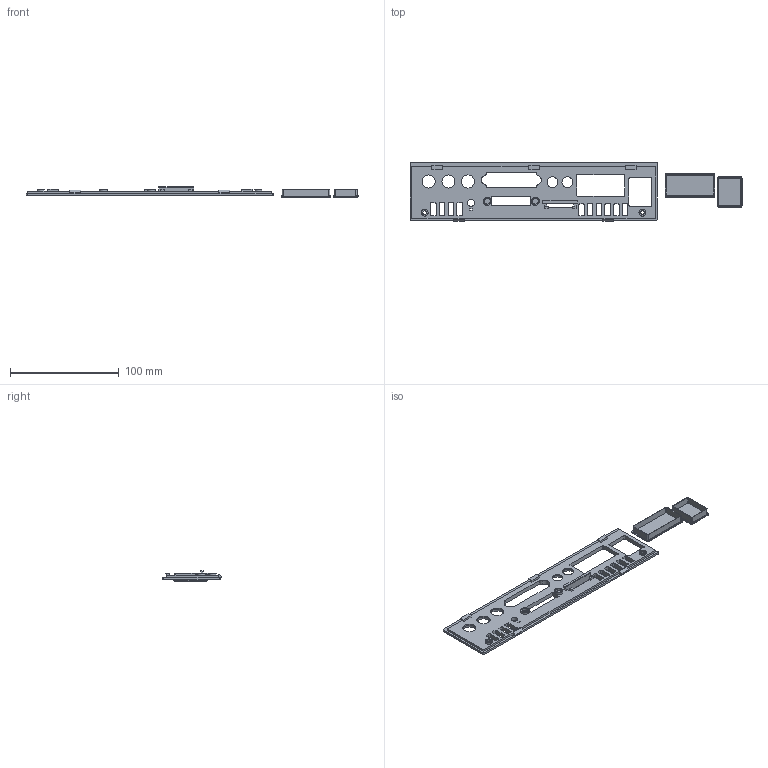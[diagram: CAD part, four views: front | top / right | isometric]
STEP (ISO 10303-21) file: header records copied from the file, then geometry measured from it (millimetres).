
FILE_DESCRIPTION(('HOOPS Exchange Step'),'2;1');
FILE_NAME('temp_export','2025-06-06T12:57:51-04:00',('mcbeav'),('Shapr3D Limited'),'HOOPS Exchange 2024.8','Shapr3D','Authorized');
FILE_SCHEMA( ('AP242_MANAGED_MODEL_BASED_3D_ENGINEERING_MIM_LF {1 0 10303 442 1 1 4}') );
Length unit declared in the file: millimetre
Products named in the file (1): root
Bounding box: 304.8 x 54.04 x 9.4 mm (x, y, z)
Volume: 33072 mm3; surface area: 30612.1 mm2
Topology: 3 solids, 3 shells, 574 faces, 1525 edges, 1006 vertices
Faces by surface type: plane 337, cylinder 229, torus 8
Full cylindrical faces by diameter (mm): 0.6 x1, 0.8 x2, 1 x1, 3.4 x2, 5.4 x2, 6.4 x3, 6.8 x2, 7.6 x2, 10 x2, 12 x3
Entity records: 17998 total; most frequent: DIRECTION 3145, CARTESIAN_POINT 3107, ORIENTED_EDGE 3050, EDGE_CURVE 1525, VECTOR 1057, LINE 1057, AXIS2_PLACEMENT_3D 1044, VERTEX_POINT 1006
